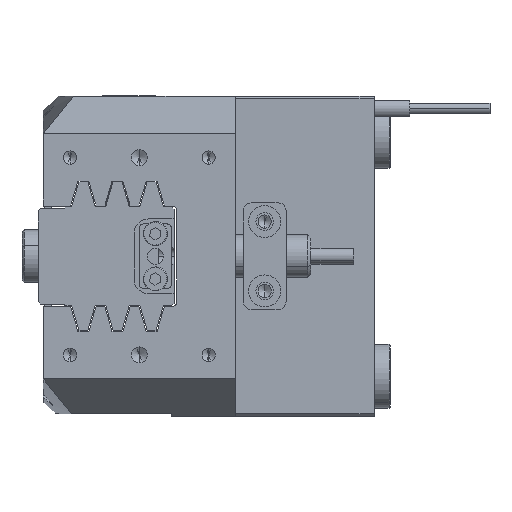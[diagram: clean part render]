
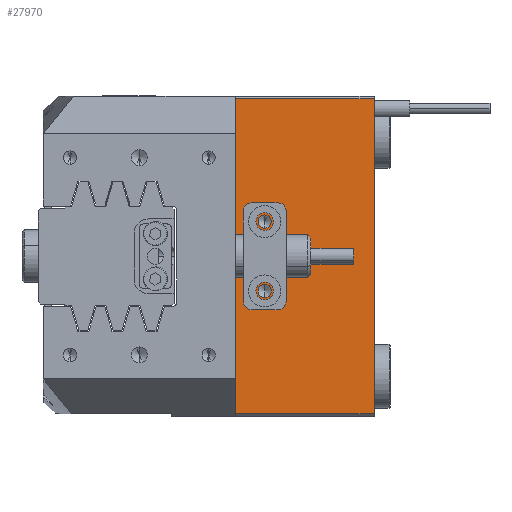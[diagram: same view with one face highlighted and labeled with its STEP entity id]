
A CAD part, left-side view. The second image highlights one B-rep face of the part: STEP entity #27970.
In plain terms, the highlighted planar face has unit normal (-1, 0, 0).
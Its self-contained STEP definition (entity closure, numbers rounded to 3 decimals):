
#246 = ORIENTED_EDGE ( 'NONE', *, *, #34958, .T. ) ;
#1105 = DIRECTION ( 'NONE',  ( 0., 0., 1. ) ) ;
#2108 = CARTESIAN_POINT ( 'NONE',  ( -50.5, -16.5, 6.5 ) ) ;
#2221 = CARTESIAN_POINT ( 'NONE',  ( -50.5, -11., 29.5 ) ) ;
#2610 = PLANE ( 'NONE',  #18049 ) ;
#2823 = CARTESIAN_POINT ( 'NONE',  ( -50.5, -37., 30. ) ) ;
#3232 = DIRECTION ( 'NONE',  ( 0., 0., -1. ) ) ;
#3256 = FACE_OUTER_BOUND ( 'NONE', #17757, .T. ) ;
#3375 = VECTOR ( 'NONE', #38778, 1000. ) ;
#3976 = EDGE_CURVE ( 'NONE', #5107, #6903, #27298, .T. ) ;
#5107 = VERTEX_POINT ( 'NONE', #20654 ) ;
#5168 = CARTESIAN_POINT ( 'NONE',  ( -50.5, -37., 30. ) ) ;
#5219 = VERTEX_POINT ( 'NONE', #2221 ) ;
#5472 = DIRECTION ( 'NONE',  ( -1., 0., 0. ) ) ;
#5509 = CARTESIAN_POINT ( 'NONE',  ( -50.5, -16.5, -5.25 ) ) ;
#5769 = DIRECTION ( 'NONE',  ( -1., 0., 0. ) ) ;
#6820 = VERTEX_POINT ( 'NONE', #5509 ) ;
#6903 = VERTEX_POINT ( 'NONE', #35739 ) ;
#7374 = AXIS2_PLACEMENT_3D ( 'NONE', #9993, #34326, #1105 ) ;
#7608 = VECTOR ( 'NONE', #12332, 1000. ) ;
#8638 = EDGE_LOOP ( 'NONE', ( #16204, #36652 ) ) ;
#9449 = EDGE_CURVE ( 'NONE', #5219, #32967, #18637, .T. ) ;
#9454 = CARTESIAN_POINT ( 'NONE',  ( -50.5, -16.5, 5.25 ) ) ;
#9534 = VECTOR ( 'NONE', #3232, 1000. ) ;
#9993 = CARTESIAN_POINT ( 'NONE',  ( -50.5, -16.5, 6.5 ) ) ;
#10545 = LINE ( 'NONE', #17149, #3375 ) ;
#11671 = AXIS2_PLACEMENT_3D ( 'NONE', #2108, #5472, #14480 ) ;
#12155 = EDGE_CURVE ( 'NONE', #31522, #20545, #39025, .T. ) ;
#12332 = DIRECTION ( 'NONE',  ( 0., 0., -1. ) ) ;
#14035 = DIRECTION ( 'NONE',  ( -1., 0., 0. ) ) ;
#14480 = DIRECTION ( 'NONE',  ( 0., 0., 1. ) ) ;
#14686 = EDGE_CURVE ( 'NONE', #5107, #5219, #24103, .T. ) ;
#15896 = DIRECTION ( 'NONE',  ( 0., 1., 0. ) ) ;
#16129 = ORIENTED_EDGE ( 'NONE', *, *, #3976, .F. ) ;
#16204 = ORIENTED_EDGE ( 'NONE', *, *, #16708, .F. ) ;
#16316 = CARTESIAN_POINT ( 'NONE',  ( -50.5, -16.5, -7.75 ) ) ;
#16708 = EDGE_CURVE ( 'NONE', #20545, #31522, #32052, .T. ) ;
#17149 = CARTESIAN_POINT ( 'NONE',  ( -50.5, -37., -29.5 ) ) ;
#17757 = EDGE_LOOP ( 'NONE', ( #24668, #246, #16129, #35920 ) ) ;
#18049 = AXIS2_PLACEMENT_3D ( 'NONE', #5168, #38967, #20686 ) ;
#18637 = LINE ( 'NONE', #24762, #9534 ) ;
#20151 = AXIS2_PLACEMENT_3D ( 'NONE', #27463, #5769, #36776 ) ;
#20545 = VERTEX_POINT ( 'NONE', #25171 ) ;
#20654 = CARTESIAN_POINT ( 'NONE',  ( -50.5, -37., 29.5 ) ) ;
#20686 = DIRECTION ( 'NONE',  ( 0., 1., 0. ) ) ;
#21675 = VECTOR ( 'NONE', #15896, 1000. ) ;
#22622 = CIRCLE ( 'NONE', #31263, 1.25 ) ;
#23050 = EDGE_CURVE ( 'NONE', #31180, #6820, #22622, .T. ) ;
#24062 = CARTESIAN_POINT ( 'NONE',  ( -50.5, -11., -29.5 ) ) ;
#24103 = LINE ( 'NONE', #27819, #21675 ) ;
#24346 = FACE_BOUND ( 'NONE', #35090, .T. ) ;
#24668 = ORIENTED_EDGE ( 'NONE', *, *, #9449, .T. ) ;
#24762 = CARTESIAN_POINT ( 'NONE',  ( -50.5, -11., 30. ) ) ;
#25171 = CARTESIAN_POINT ( 'NONE',  ( -50.5, -16.5, 7.75 ) ) ;
#27298 = LINE ( 'NONE', #2823, #7608 ) ;
#27463 = CARTESIAN_POINT ( 'NONE',  ( -50.5, -16.5, -6.5 ) ) ;
#27819 = CARTESIAN_POINT ( 'NONE',  ( -50.5, -37., 29.5 ) ) ;
#27970 = ADVANCED_FACE ( 'NONE', ( #30553, #24346, #3256 ), #2610, .F. ) ;
#30337 = CIRCLE ( 'NONE', #20151, 1.25 ) ;
#30553 = FACE_BOUND ( 'NONE', #8638, .T. ) ;
#31180 = VERTEX_POINT ( 'NONE', #16316 ) ;
#31263 = AXIS2_PLACEMENT_3D ( 'NONE', #35914, #14035, #38976 ) ;
#31522 = VERTEX_POINT ( 'NONE', #9454 ) ;
#32052 = CIRCLE ( 'NONE', #11671, 1.25 ) ;
#32622 = EDGE_CURVE ( 'NONE', #6820, #31180, #30337, .T. ) ;
#32967 = VERTEX_POINT ( 'NONE', #24062 ) ;
#34326 = DIRECTION ( 'NONE',  ( -1., 0., 0. ) ) ;
#34530 = ORIENTED_EDGE ( 'NONE', *, *, #32622, .F. ) ;
#34958 = EDGE_CURVE ( 'NONE', #32967, #6903, #10545, .T. ) ;
#35090 = EDGE_LOOP ( 'NONE', ( #34530, #35336 ) ) ;
#35336 = ORIENTED_EDGE ( 'NONE', *, *, #23050, .F. ) ;
#35739 = CARTESIAN_POINT ( 'NONE',  ( -50.5, -37., -29.5 ) ) ;
#35914 = CARTESIAN_POINT ( 'NONE',  ( -50.5, -16.5, -6.5 ) ) ;
#35920 = ORIENTED_EDGE ( 'NONE', *, *, #14686, .T. ) ;
#36652 = ORIENTED_EDGE ( 'NONE', *, *, #12155, .F. ) ;
#36776 = DIRECTION ( 'NONE',  ( 0., 0., 1. ) ) ;
#38778 = DIRECTION ( 'NONE',  ( 0., -1., 0. ) ) ;
#38967 = DIRECTION ( 'NONE',  ( 1., 0., 0. ) ) ;
#38976 = DIRECTION ( 'NONE',  ( 0., 0., 1. ) ) ;
#39025 = CIRCLE ( 'NONE', #7374, 1.25 ) ;
